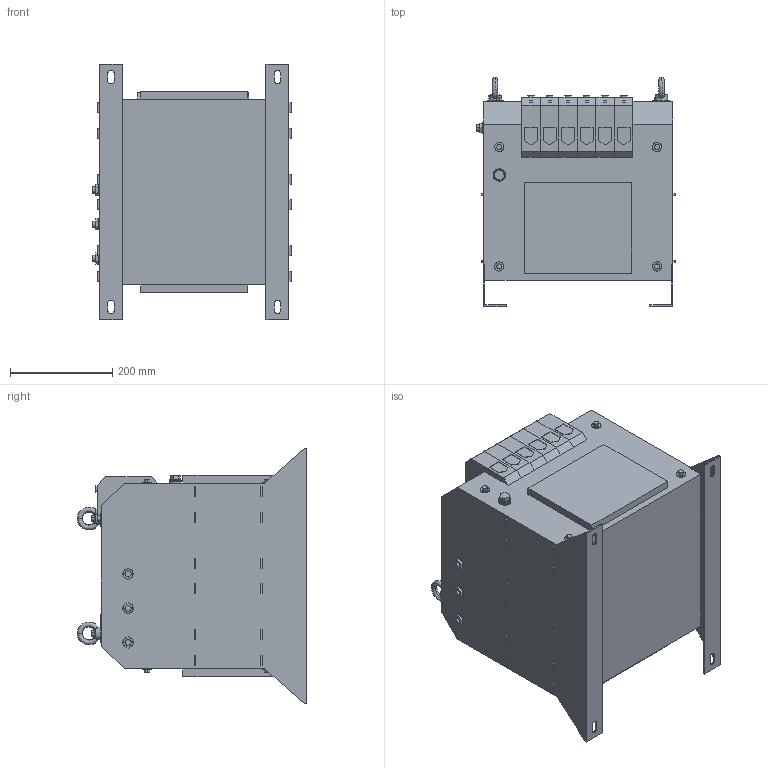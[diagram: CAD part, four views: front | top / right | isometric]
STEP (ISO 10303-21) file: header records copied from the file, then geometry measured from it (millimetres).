
FILE_DESCRIPTION (( 'STEP AP214' ), '1' );
FILE_NAME ('864931.STEP', '2024-08-29T09:26:52', ( '' ), ( '' ), 'SwSTEP 2.0', 'SolidWorks 2022', '' );
FILE_SCHEMA (( 'AUTOMOTIVE_DESIGN' ));
Length unit declared in the file: millimetre
Products named in the file (1): 864931
Bounding box: 388.5 x 449.5 x 500 mm (x, y, z)
Volume: 48549439.8 mm3; surface area: 1028709.8 mm2
Topology: 1 solids, 1 shells, 691 faces, 1651 edges, 1092 vertices
Faces by surface type: plane 547, cylinder 118, cone 18, bspline 8
Entity records: 21608 total; most frequent: CARTESIAN_POINT 5404, ORIENTED_EDGE 3302, DIRECTION 3187, EDGE_CURVE 1651, LINE 1325, VECTOR 1325, VERTEX_POINT 1092, AXIS2_PLACEMENT_3D 931
